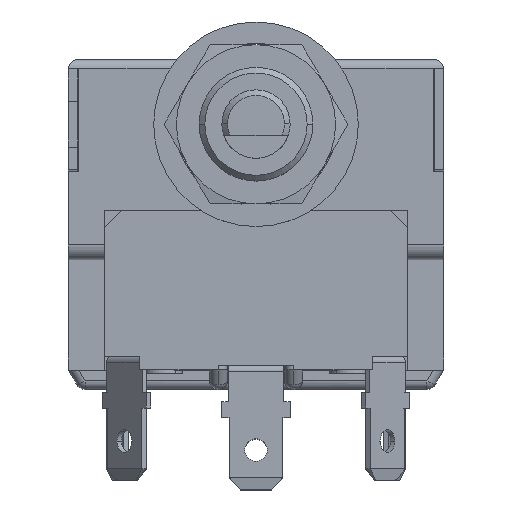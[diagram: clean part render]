
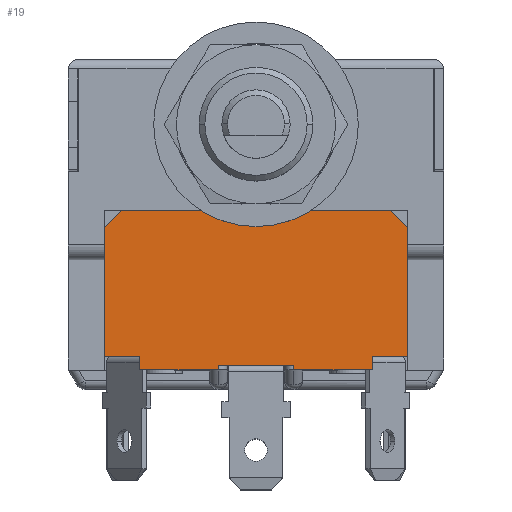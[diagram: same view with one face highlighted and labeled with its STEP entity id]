
A CAD part, top view. The second image highlights one B-rep face of the part: STEP entity #19.
In plain terms, the highlighted planar face has unit normal (0, 0, 1).
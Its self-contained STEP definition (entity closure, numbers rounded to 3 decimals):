
#16 = CARTESIAN_POINT ( 'NONE',  ( 13.3, -17.5, 18.2 ) ) ;
#19 = ADVANCED_FACE ( 'NONE', ( #5888 ), #6358, .F. ) ;
#117 = DIRECTION ( 'NONE',  ( 1., 0., 0. ) ) ;
#142 = ORIENTED_EDGE ( 'NONE', *, *, #4525, .F. ) ;
#196 = EDGE_CURVE ( 'NONE', #5493, #9543, #5640, .T. ) ;
#293 = CARTESIAN_POINT ( 'NONE',  ( 0., -3.5, 18.2 ) ) ;
#329 = DIRECTION ( 'NONE',  ( -1., 0., 0. ) ) ;
#387 = EDGE_LOOP ( 'NONE', ( #5939, #9810, #5280, #682, #6169, #9004, #8628, #7498, #142, #6839, #3138, #1992, #10752, #1175 ) ) ;
#535 = VECTOR ( 'NONE', #11489, 1000. ) ;
#682 = ORIENTED_EDGE ( 'NONE', *, *, #2845, .F. ) ;
#927 = VECTOR ( 'NONE', #7185, 1000. ) ;
#1049 = CARTESIAN_POINT ( 'NONE',  ( 13.3, -5., 18.2 ) ) ;
#1175 = ORIENTED_EDGE ( 'NONE', *, *, #196, .F. ) ;
#1287 = EDGE_CURVE ( 'NONE', #10553, #10394, #8881, .T. ) ;
#1360 = CARTESIAN_POINT ( 'NONE',  ( -13.3, -5., 18.2 ) ) ;
#1479 = EDGE_CURVE ( 'NONE', #5038, #10548, #2524, .T. ) ;
#1598 = DIRECTION ( 'NONE',  ( 0., -1., 0. ) ) ;
#1922 = DIRECTION ( 'NONE',  ( 1., 0., 0. ) ) ;
#1992 = ORIENTED_EDGE ( 'NONE', *, *, #2293, .T. ) ;
#2116 = LINE ( 'NONE', #11081, #6735 ) ;
#2143 = LINE ( 'NONE', #2372, #11148 ) ;
#2176 = LINE ( 'NONE', #9781, #3121 ) ;
#2265 = DIRECTION ( 'NONE',  ( -1., 0., 0. ) ) ;
#2267 = DIRECTION ( 'NONE',  ( 0.707, 0.707, 0. ) ) ;
#2293 = EDGE_CURVE ( 'NONE', #8767, #12752, #2978, .T. ) ;
#2302 = CARTESIAN_POINT ( 'NONE',  ( 13.3, -16.3, 18.2 ) ) ;
#2308 = DIRECTION ( 'NONE',  ( 0., 0., -1. ) ) ;
#2372 = CARTESIAN_POINT ( 'NONE',  ( 3.3, -17.1, 18.2 ) ) ;
#2374 = EDGE_CURVE ( 'NONE', #12752, #9543, #8683, .T. ) ;
#2524 = LINE ( 'NONE', #8320, #11842 ) ;
#2664 = VERTEX_POINT ( 'NONE', #4553 ) ;
#2845 = EDGE_CURVE ( 'NONE', #8208, #10394, #2176, .T. ) ;
#2978 = LINE ( 'NONE', #6657, #10250 ) ;
#3061 = LINE ( 'NONE', #10552, #535 ) ;
#3075 = CARTESIAN_POINT ( 'NONE',  ( -11.8, -3.5, 18.2 ) ) ;
#3121 = VECTOR ( 'NONE', #11805, 1000. ) ;
#3138 = ORIENTED_EDGE ( 'NONE', *, *, #8716, .T. ) ;
#3615 = EDGE_CURVE ( 'NONE', #2664, #10797, #6158, .T. ) ;
#3815 = VECTOR ( 'NONE', #9053, 1000. ) ;
#4018 = CARTESIAN_POINT ( 'NONE',  ( 0., -17.5, 18.2 ) ) ;
#4455 = LINE ( 'NONE', #16, #10431 ) ;
#4525 = EDGE_CURVE ( 'NONE', #10797, #10548, #5823, .T. ) ;
#4553 = CARTESIAN_POINT ( 'NONE',  ( -13.3, -16.3, 18.2 ) ) ;
#4644 = LINE ( 'NONE', #11092, #12358 ) ;
#4749 = VERTEX_POINT ( 'NONE', #8370 ) ;
#4911 = VECTOR ( 'NONE', #7996, 1000. ) ;
#5038 = VERTEX_POINT ( 'NONE', #5826 ) ;
#5078 = CARTESIAN_POINT ( 'NONE',  ( -10.246, -16.3, 18.2 ) ) ;
#5204 = CARTESIAN_POINT ( 'NONE',  ( 3.3, -17.1, 18.2 ) ) ;
#5280 = ORIENTED_EDGE ( 'NONE', *, *, #1287, .T. ) ;
#5493 = VERTEX_POINT ( 'NONE', #11379 ) ;
#5504 = VECTOR ( 'NONE', #2267, 1000. ) ;
#5640 = LINE ( 'NONE', #11671, #8632 ) ;
#5782 = CARTESIAN_POINT ( 'NONE',  ( -3.3, -17.5, 18.2 ) ) ;
#5823 = LINE ( 'NONE', #3075, #5504 ) ;
#5826 = CARTESIAN_POINT ( 'NONE',  ( 11.8, -3.5, 18.2 ) ) ;
#5888 = FACE_OUTER_BOUND ( 'NONE', #387, .T. ) ;
#5891 = CARTESIAN_POINT ( 'NONE',  ( -11.8, -3.5, 18.2 ) ) ;
#5939 = ORIENTED_EDGE ( 'NONE', *, *, #11345, .F. ) ;
#6043 = DIRECTION ( 'NONE',  ( -1., 0., 0. ) ) ;
#6158 = LINE ( 'NONE', #11999, #4911 ) ;
#6169 = ORIENTED_EDGE ( 'NONE', *, *, #11948, .F. ) ;
#6194 = VERTEX_POINT ( 'NONE', #2302 ) ;
#6232 = EDGE_CURVE ( 'NONE', #11684, #5038, #3061, .T. ) ;
#6358 = PLANE ( 'NONE',  #10871 ) ;
#6657 = CARTESIAN_POINT ( 'NONE',  ( -10.246, -16.3, 18.2 ) ) ;
#6735 = VECTOR ( 'NONE', #6043, 1000. ) ;
#6839 = ORIENTED_EDGE ( 'NONE', *, *, #3615, .F. ) ;
#7070 = EDGE_CURVE ( 'NONE', #4749, #10553, #7871, .T. ) ;
#7185 = DIRECTION ( 'NONE',  ( 0., -1., 0. ) ) ;
#7282 = CARTESIAN_POINT ( 'NONE',  ( 10.246, -16.3, 18.2 ) ) ;
#7498 = ORIENTED_EDGE ( 'NONE', *, *, #1479, .T. ) ;
#7847 = CARTESIAN_POINT ( 'NONE',  ( -10.246, -17.5, 18.2 ) ) ;
#7871 = LINE ( 'NONE', #5204, #927 ) ;
#7996 = DIRECTION ( 'NONE',  ( 0., 1., 0. ) ) ;
#8208 = VERTEX_POINT ( 'NONE', #7282 ) ;
#8320 = CARTESIAN_POINT ( 'NONE',  ( 0., -3.5, 18.2 ) ) ;
#8370 = CARTESIAN_POINT ( 'NONE',  ( 3.3, -17.1, 18.2 ) ) ;
#8628 = ORIENTED_EDGE ( 'NONE', *, *, #6232, .T. ) ;
#8632 = VECTOR ( 'NONE', #1598, 1000. ) ;
#8636 = DIRECTION ( 'NONE',  ( 0., -1., 0. ) ) ;
#8683 = LINE ( 'NONE', #9144, #11975 ) ;
#8716 = EDGE_CURVE ( 'NONE', #2664, #8767, #4644, .T. ) ;
#8767 = VERTEX_POINT ( 'NONE', #5078 ) ;
#8881 = LINE ( 'NONE', #4018, #3815 ) ;
#9004 = ORIENTED_EDGE ( 'NONE', *, *, #10672, .T. ) ;
#9053 = DIRECTION ( 'NONE',  ( 1., 0., 0. ) ) ;
#9144 = CARTESIAN_POINT ( 'NONE',  ( 0., -17.5, 18.2 ) ) ;
#9194 = DIRECTION ( 'NONE',  ( 0., 1., 0. ) ) ;
#9391 = DIRECTION ( 'NONE',  ( -1., 0., 0. ) ) ;
#9543 = VERTEX_POINT ( 'NONE', #5782 ) ;
#9781 = CARTESIAN_POINT ( 'NONE',  ( 10.246, -16.3, 18.2 ) ) ;
#9810 = ORIENTED_EDGE ( 'NONE', *, *, #7070, .T. ) ;
#10250 = VECTOR ( 'NONE', #8636, 1000. ) ;
#10394 = VERTEX_POINT ( 'NONE', #11025 ) ;
#10431 = VECTOR ( 'NONE', #9194, 1000. ) ;
#10548 = VERTEX_POINT ( 'NONE', #5891 ) ;
#10552 = CARTESIAN_POINT ( 'NONE',  ( 11.8, -3.5, 18.2 ) ) ;
#10553 = VERTEX_POINT ( 'NONE', #10809 ) ;
#10672 = EDGE_CURVE ( 'NONE', #6194, #11684, #4455, .T. ) ;
#10752 = ORIENTED_EDGE ( 'NONE', *, *, #2374, .T. ) ;
#10797 = VERTEX_POINT ( 'NONE', #1360 ) ;
#10809 = CARTESIAN_POINT ( 'NONE',  ( 3.3, -17.5, 18.2 ) ) ;
#10871 = AXIS2_PLACEMENT_3D ( 'NONE', #293, #2308, #9391 ) ;
#11025 = CARTESIAN_POINT ( 'NONE',  ( 10.246, -17.5, 18.2 ) ) ;
#11081 = CARTESIAN_POINT ( 'NONE',  ( 10.246, -16.3, 18.2 ) ) ;
#11092 = CARTESIAN_POINT ( 'NONE',  ( -10.246, -16.3, 18.2 ) ) ;
#11148 = VECTOR ( 'NONE', #329, 1000. ) ;
#11345 = EDGE_CURVE ( 'NONE', #4749, #5493, #2143, .T. ) ;
#11379 = CARTESIAN_POINT ( 'NONE',  ( -3.3, -17.1, 18.2 ) ) ;
#11489 = DIRECTION ( 'NONE',  ( -0.707, 0.707, 0. ) ) ;
#11671 = CARTESIAN_POINT ( 'NONE',  ( -3.3, -17.1, 18.2 ) ) ;
#11684 = VERTEX_POINT ( 'NONE', #1049 ) ;
#11805 = DIRECTION ( 'NONE',  ( 0., -1., 0. ) ) ;
#11842 = VECTOR ( 'NONE', #2265, 1000. ) ;
#11948 = EDGE_CURVE ( 'NONE', #6194, #8208, #2116, .T. ) ;
#11975 = VECTOR ( 'NONE', #1922, 1000. ) ;
#11999 = CARTESIAN_POINT ( 'NONE',  ( -13.3, -17.5, 18.2 ) ) ;
#12358 = VECTOR ( 'NONE', #117, 1000. ) ;
#12752 = VERTEX_POINT ( 'NONE', #7847 ) ;
